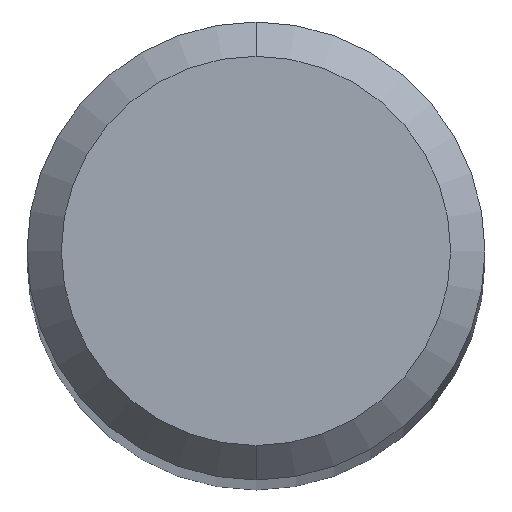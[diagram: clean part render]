
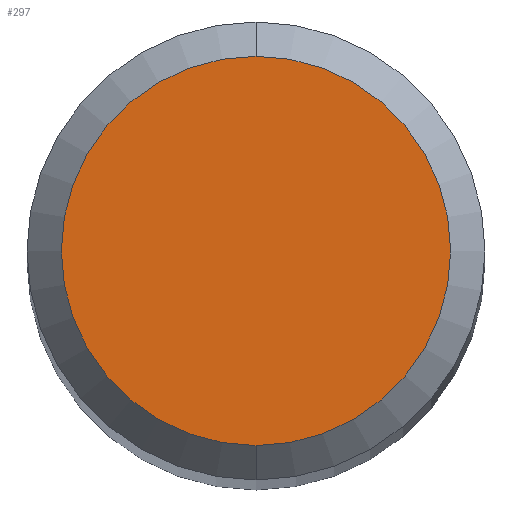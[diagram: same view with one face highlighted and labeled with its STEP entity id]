
A CAD part, top view. The second image highlights one B-rep face of the part: STEP entity #297.
In plain terms, the highlighted planar face has unit normal (0, 0, 1).
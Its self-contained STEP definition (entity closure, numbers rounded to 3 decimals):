
#205=EDGE_CURVE('',#247,#327,#515,.T.);
#247=VERTEX_POINT('',#561);
#297=ADVANCED_FACE('',(#618),#619,.T.);
#327=VERTEX_POINT('',#650);
#399=EDGE_CURVE('',#327,#247,#732,.T.);
#515=CIRCLE('',#912,1.7);
#561=CARTESIAN_POINT('',(0.,-1.7,0.0));
#618=FACE_OUTER_BOUND('',#1070,.T.);
#619=PLANE('',#1071);
#650=CARTESIAN_POINT('',(0.0,1.7,0.0));
#732=CIRCLE('',#1319,1.7);
#912=AXIS2_PLACEMENT_3D('',#1474,#1475,#1476);
#1070=EDGE_LOOP('',(#1616,#1617));
#1071=AXIS2_PLACEMENT_3D('',#1618,#1619,#1620);
#1319=AXIS2_PLACEMENT_3D('',#1742,#1743,#1744);
#1474=CARTESIAN_POINT('',(0.0,0.0,0.0));
#1475=DIRECTION('',(0.0,0.0,-1.0));
#1476=DIRECTION('',(0.0,1.0,0.0));
#1616=ORIENTED_EDGE('',*,*,#399,.F.);
#1617=ORIENTED_EDGE('',*,*,#205,.F.);
#1618=CARTESIAN_POINT('',(0.0,0.85,0.0));
#1619=DIRECTION('',(-0.0,0.0,1.0));
#1620=DIRECTION('',(0.0,-1.0,0.0));
#1742=CARTESIAN_POINT('',(0.0,0.0,0.0));
#1743=DIRECTION('',(0.0,0.0,-1.0));
#1744=DIRECTION('',(0.0,1.0,0.0));
